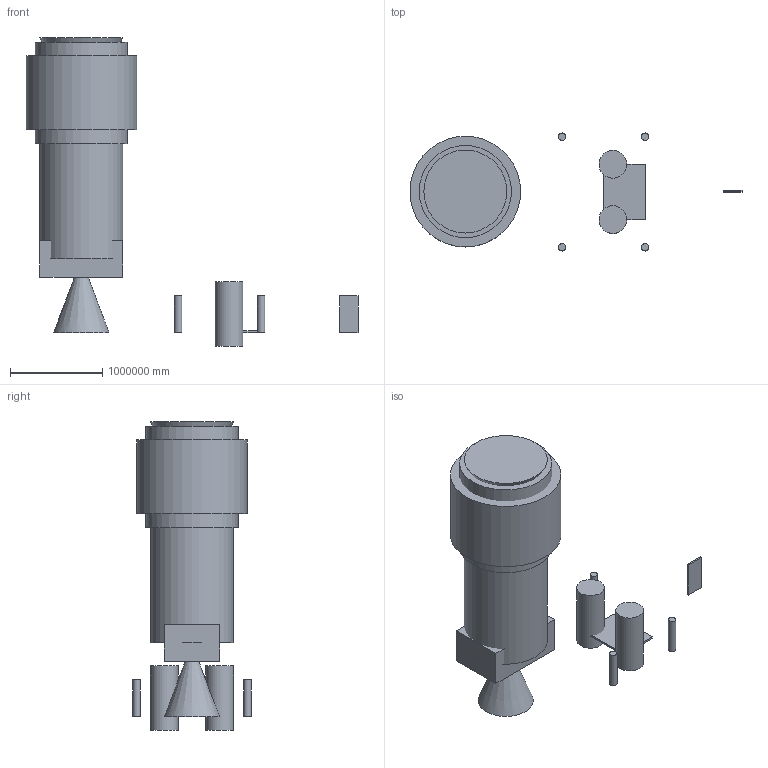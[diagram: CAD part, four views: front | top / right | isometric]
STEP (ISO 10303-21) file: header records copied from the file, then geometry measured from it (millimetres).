
FILE_DESCRIPTION(('FreeCAD Model'),'2;1');
FILE_NAME('Open CASCADE Shape Model','2025-09-09T08:15:35',('Author'),( ''),'Open CASCADE STEP processor 7.8','FreeCAD','Unknown');
FILE_SCHEMA(('AUTOMOTIVE_DESIGN { 1 0 10303 214 1 1 1 1 }'));
Length unit declared in the file: metre
Products named in the file (24): Hull; ReactorRing_2; Reactor; ReactorRing_1; ReactorRing_0; ReactorRing_4; ReactorRing_5; Coil_0; ReactorRing_3; Cockpit; Leg_1950_1; Leg_1050__1; Leg_1050_1; Leg_1950__1; Tail; Wing; Nozzle; Coil_1; Coil_2; Coil_3; Tank_R; TungstenRing; Moderator; Tank_L
Bounding box: 3600000 x 1280000 x 3350000 mm (x, y, z)
Volume: 3192024825828575232 mm3; surface area: 32626338615665.6 mm2
Topology: 25 solids, 25 shells, 85 faces, 125 edges, 82 vertices
Faces by surface type: plane 54, cylinder 25, torus 4, cone 2
Full cylindrical faces by diameter (mm): 80000 x4, 300000 x2, 760000 x6, 800000 x1, 840000 x7, 900000 x2, 920000 x1, 1000000 x1, 1200000 x1
Entity records: 3957 total; most frequent: DIRECTION 605, CARTESIAN_POINT 540, LINE 258, VECTOR 258, ORIENTED_EDGE 248, PCURVE 248, DEFINITIONAL_REPRESENTATION 248, AXIS2_PLACEMENT_3D 147
